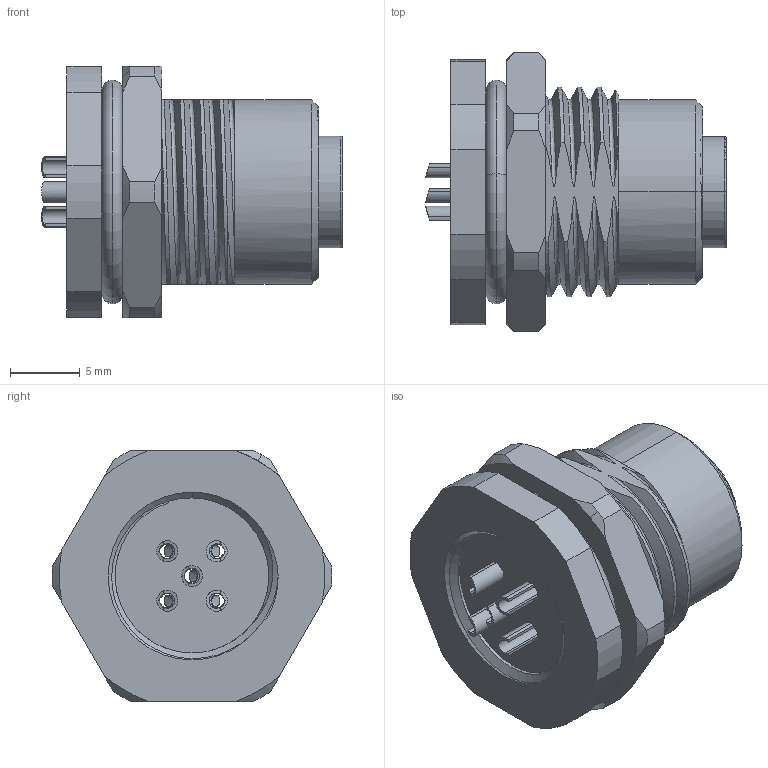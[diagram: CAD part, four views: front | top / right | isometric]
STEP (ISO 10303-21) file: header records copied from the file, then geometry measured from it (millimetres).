
FILE_DESCRIPTION (( 'STEP AP203' ), '1' );
FILE_NAME ('54-00242.STEP', '2020-10-15T17:26:13', ( '' ), ( '' ), 'SwSTEP 2.0', 'SolidWorks 2015', '' );
FILE_SCHEMA (( 'CONFIG_CONTROL_DESIGN' ));
Length unit declared in the file: millimetre
Products named in the file (7): 54-00242-01___; 54-00242-06___; 54-00242; 54-00242-05___; 54-00242-03___; 54-00242-02___; 54-00242-04___
Assembly tree (10 placements, depth 2):
  54-00242
    54-00242-01___
    54-00242-02___
    54-00242-03___  x5
    54-00242-06___
    54-00242-05___
    54-00242-04___
Bounding box: 21.5 x 19.99 x 18 mm (x, y, z)
Volume: 2765.4 mm3; surface area: 5589.3 mm2
Topology: 10 solids, 10 shells, 669 faces, 1738 edges, 1105 vertices
Faces by surface type: cylinder 232, plane 182, torus 101, cone 80, bspline 74
Entity records: 24933 total; most frequent: CARTESIAN_POINT 16661, ORIENTED_EDGE 1740, DIRECTION 1376, EDGE_CURVE 870, VERTEX_POINT 561, AXIS2_PLACEMENT_3D 544, EDGE_LOOP 357, ADVANCED_FACE 329
